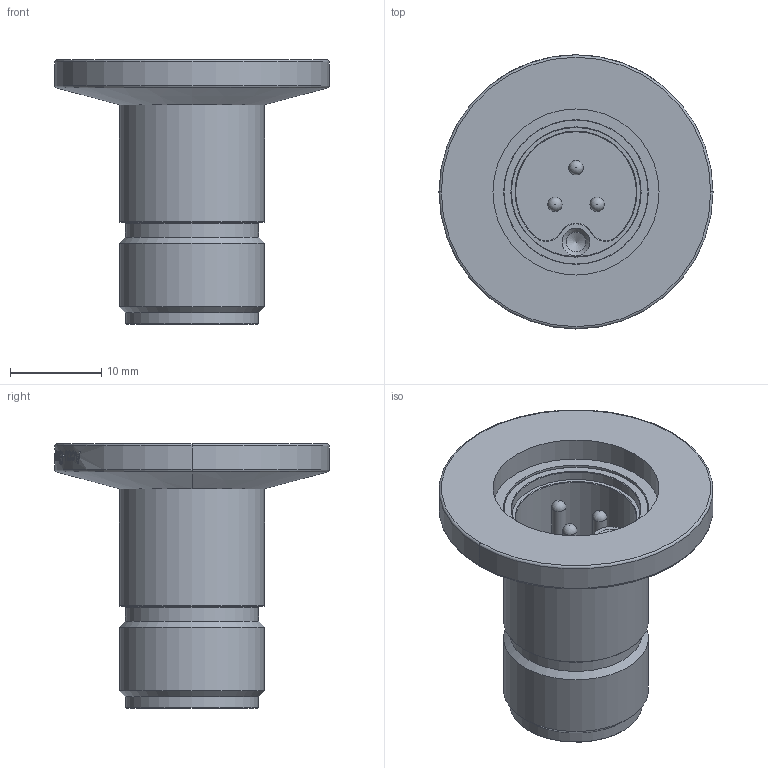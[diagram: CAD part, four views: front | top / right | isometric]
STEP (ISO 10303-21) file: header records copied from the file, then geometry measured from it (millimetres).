
FILE_DESCRIPTION(/* description */ ('Alibre Inc.'),/* implementation_level */ '2;1');
FILE_NAME(/* name */ 'export0',/* time_stamp */ '2016-04-05T16:40:05-07:00',/* author */ (''),/* organization */ (''),/* preprocessor_version */ 'ST-DEVELOPER v14',/* originating_system */ 'Alibre',/* authorisation */ '');
FILE_SCHEMA (('CONFIG_CONTROL_DESIGN'));
Length unit declared in the file: centimetre
Products named in the file (1): ID_1
Bounding box: 29.97 x 29.97 x 28.96 mm (x, y, z)
Volume: 4524.5 mm3; surface area: 4233.1 mm2
Topology: 1 solids, 1 shells, 357 faces, 920 edges, 606 vertices
Faces by surface type: bspline 139, plane 134, cylinder 56, cone 15, torus 12, sphere 1
Full cylindrical faces by diameter (mm): 1.575 x6, 2.156 x1, 11.379 x1, 14.122 x1, 14.547 x2, 15.812 x1, 15.875 x2, 18.161 x1
Entity records: 31078 total; most frequent: CARTESIAN_POINT 23785, ORIENTED_EDGE 1758, DIRECTION 897, EDGE_CURVE 879, VERTEX_POINT 598, B_SPLINE_CURVE_WITH_KNOTS 466, FACE_BOUND 431, EDGE_LOOP 430
